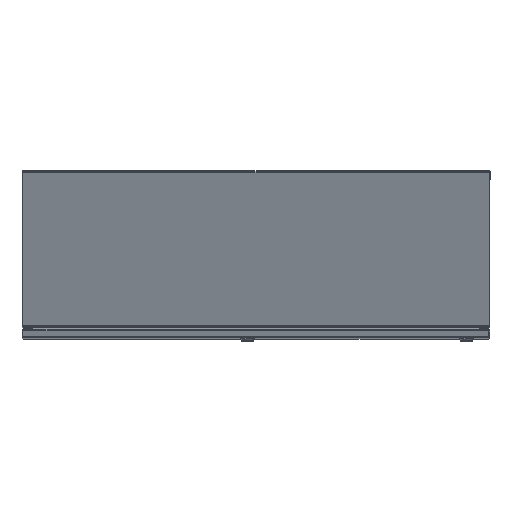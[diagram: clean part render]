
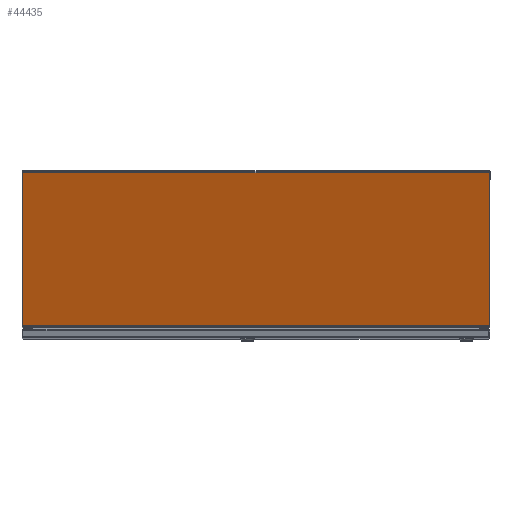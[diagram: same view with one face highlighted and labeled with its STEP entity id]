
A CAD part, top view. The second image highlights one B-rep face of the part: STEP entity #44435.
In plain terms, the highlighted planar face has unit normal (0, -0.342, 0.94).
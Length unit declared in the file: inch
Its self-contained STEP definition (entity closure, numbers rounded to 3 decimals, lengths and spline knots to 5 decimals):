
#40 = CARTESIAN_POINT ( 'NONE',  ( -17.89783, -11.85694, 24.72182 ) ) ;
#302 = ORIENTED_EDGE ( 'NONE', *, *, #45359, .F. ) ;
#1461 = VECTOR ( 'NONE', #3163, 39.37008 ) ;
#1527 = ORIENTED_EDGE ( 'NONE', *, *, #29297, .F. ) ;
#2465 = LINE ( 'NONE', #6531, #1461 ) ;
#2625 = VERTEX_POINT ( 'NONE', #30730 ) ;
#3163 = DIRECTION ( 'NONE',  ( 0., -0.94, -0.342 ) ) ;
#3898 = VERTEX_POINT ( 'NONE', #26608 ) ;
#4069 = DIRECTION ( 'NONE',  ( -1., 0., 0. ) ) ;
#4192 = VERTEX_POINT ( 'NONE', #40 ) ;
#4880 = CARTESIAN_POINT ( 'NONE',  ( 17.928, -11.81047, 24.73873 ) ) ;
#5935 = FACE_OUTER_BOUND ( 'NONE', #24246, .T. ) ;
#6531 = CARTESIAN_POINT ( 'NONE',  ( -17.928, -0.07294, 29.01084 ) ) ;
#7335 = DIRECTION ( 'NONE',  ( 0.521, -0.802, -0.292 ) ) ;
#8442 = CARTESIAN_POINT ( 'NONE',  ( 17.928, -0.07294, 29.01084 ) ) ;
#8598 = EDGE_CURVE ( 'NONE', #42068, #3898, #2465, .T. ) ;
#8798 = VECTOR ( 'NONE', #33575, 39.37008 ) ;
#12430 = CARTESIAN_POINT ( 'NONE',  ( 17.928, -0.02463, 29.02843 ) ) ;
#15704 = VECTOR ( 'NONE', #4069, 39.37008 ) ;
#15718 = CARTESIAN_POINT ( 'NONE',  ( 17.928, -11.81047, 24.73873 ) ) ;
#15807 = LINE ( 'NONE', #18892, #15704 ) ;
#16438 = VECTOR ( 'NONE', #7335, 39.37008 ) ;
#17275 = EDGE_CURVE ( 'NONE', #3898, #4192, #39786, .T. ) ;
#18180 = ORIENTED_EDGE ( 'NONE', *, *, #37174, .F. ) ;
#18579 = CARTESIAN_POINT ( 'NONE',  ( -17.928, -11.81047, 24.73873 ) ) ;
#18892 = CARTESIAN_POINT ( 'NONE',  ( 17.928, -11.85694, 24.72182 ) ) ;
#19505 = CARTESIAN_POINT ( 'NONE',  ( 17.928, -11.81047, 24.73873 ) ) ;
#20924 = LINE ( 'NONE', #42166, #23146 ) ;
#23146 = VECTOR ( 'NONE', #28345, 39.37008 ) ;
#23167 = DIRECTION ( 'NONE',  ( 0., -0.94, -0.342 ) ) ;
#23377 = VECTOR ( 'NONE', #33312, 39.37008 ) ;
#23610 = ORIENTED_EDGE ( 'NONE', *, *, #8598, .T. ) ;
#24246 = EDGE_LOOP ( 'NONE', ( #44187, #302, #18180, #27827, #1527, #23610 ) ) ;
#24464 = VERTEX_POINT ( 'NONE', #8442 ) ;
#25918 = LINE ( 'NONE', #4880, #23377 ) ;
#26608 = CARTESIAN_POINT ( 'NONE',  ( -17.928, -11.81047, 24.73873 ) ) ;
#27827 = ORIENTED_EDGE ( 'NONE', *, *, #38361, .T. ) ;
#28345 = DIRECTION ( 'NONE',  ( 1., 0., 0. ) ) ;
#29297 = EDGE_CURVE ( 'NONE', #42068, #24464, #20924, .T. ) ;
#29799 = LINE ( 'NONE', #19505, #8798 ) ;
#30730 = CARTESIAN_POINT ( 'NONE',  ( 17.89783, -11.85694, 24.72182 ) ) ;
#31259 = CARTESIAN_POINT ( 'NONE',  ( -17.928, -0.07294, 29.01084 ) ) ;
#31724 = VERTEX_POINT ( 'NONE', #15718 ) ;
#33312 = DIRECTION ( 'NONE',  ( 0., 0.94, 0.342 ) ) ;
#33575 = DIRECTION ( 'NONE',  ( -0.521, -0.802, -0.292 ) ) ;
#37174 = EDGE_CURVE ( 'NONE', #31724, #2625, #29799, .T. ) ;
#38156 = PLANE ( 'NONE',  #39186 ) ;
#38361 = EDGE_CURVE ( 'NONE', #31724, #24464, #25918, .T. ) ;
#39186 = AXIS2_PLACEMENT_3D ( 'NONE', #12430, #41507, #23167 ) ;
#39786 = LINE ( 'NONE', #18579, #16438 ) ;
#41507 = DIRECTION ( 'NONE',  ( 0., 0.342, -0.94 ) ) ;
#42068 = VERTEX_POINT ( 'NONE', #31259 ) ;
#42166 = CARTESIAN_POINT ( 'NONE',  ( 17.928, -0.07294, 29.01084 ) ) ;
#44187 = ORIENTED_EDGE ( 'NONE', *, *, #17275, .T. ) ;
#44435 = ADVANCED_FACE ( 'NONE', ( #5935 ), #38156, .F. ) ;
#45359 = EDGE_CURVE ( 'NONE', #2625, #4192, #15807, .T. ) ;
